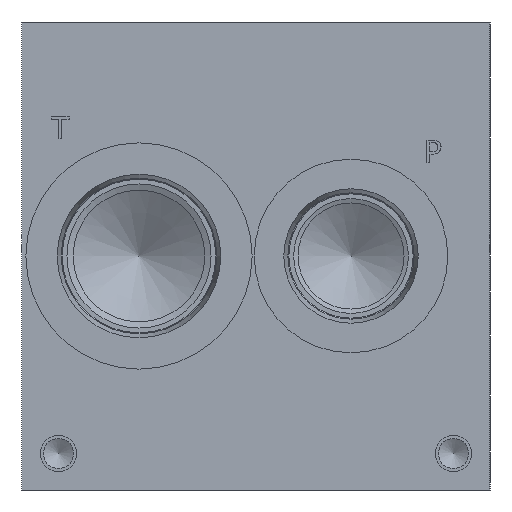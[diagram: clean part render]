
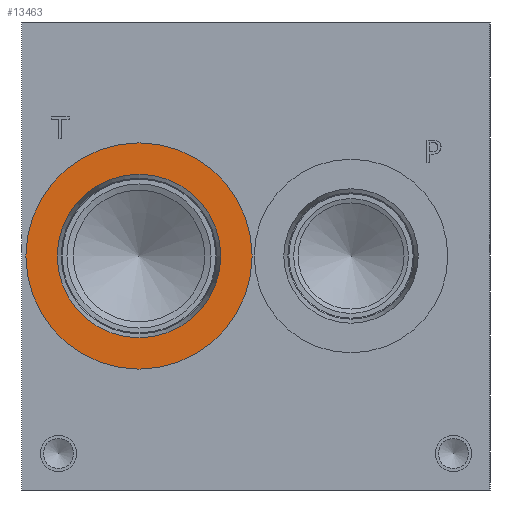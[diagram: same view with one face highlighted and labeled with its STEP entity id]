
A CAD part, left-side view. The second image highlights one B-rep face of the part: STEP entity #13463.
In plain terms, the highlighted planar face has unit normal (-1, 0, 0).
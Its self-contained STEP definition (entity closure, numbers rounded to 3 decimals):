
#264=CIRCLE('',#14105,24.562);
#265=CIRCLE('',#14106,24.562);
#266=CIRCLE('',#14108,17.755);
#267=CIRCLE('',#14109,17.755);
#549=FACE_BOUND('',#2467,.T.);
#1694=FACE_OUTER_BOUND('',#2466,.T.);
#2466=EDGE_LOOP('',(#11331,#11332));
#2467=EDGE_LOOP('',(#11333,#11334));
#6119=VERTEX_POINT('',#22868);
#6120=VERTEX_POINT('',#22870);
#6121=VERTEX_POINT('',#22874);
#6122=VERTEX_POINT('',#22875);
#7926=EDGE_CURVE('',#6119,#6120,#264,.T.);
#7927=EDGE_CURVE('',#6120,#6119,#265,.T.);
#7928=EDGE_CURVE('',#6121,#6122,#266,.T.);
#7929=EDGE_CURVE('',#6122,#6121,#267,.T.);
#11331=ORIENTED_EDGE('',*,*,#7927,.F.);
#11332=ORIENTED_EDGE('',*,*,#7926,.F.);
#11333=ORIENTED_EDGE('',*,*,#7928,.T.);
#11334=ORIENTED_EDGE('',*,*,#7929,.T.);
#12365=PLANE('',#14107);
#13463=ADVANCED_FACE('',(#1694,#549),#12365,.F.);
#14105=AXIS2_PLACEMENT_3D('',#22871,#16545,#16546);
#14106=AXIS2_PLACEMENT_3D('',#22872,#16547,#16548);
#14107=AXIS2_PLACEMENT_3D('',#22873,#16549,#16550);
#14108=AXIS2_PLACEMENT_3D('',#22876,#16551,#16552);
#14109=AXIS2_PLACEMENT_3D('',#22877,#16553,#16554);
#16545=DIRECTION('center_axis',(1.,0.,0.));
#16546=DIRECTION('ref_axis',(0.,0.,-1.));
#16547=DIRECTION('center_axis',(1.,0.,0.));
#16548=DIRECTION('ref_axis',(0.,0.,-1.));
#16549=DIRECTION('center_axis',(1.,0.,0.));
#16550=DIRECTION('ref_axis',(0.,0.,-1.));
#16551=DIRECTION('center_axis',(1.,0.,0.));
#16552=DIRECTION('ref_axis',(0.,0.,-1.));
#16553=DIRECTION('center_axis',(1.,0.,0.));
#16554=DIRECTION('ref_axis',(0.,0.,-1.));
#22868=CARTESIAN_POINT('',(0.787,76.2,26.238));
#22870=CARTESIAN_POINT('',(0.787,76.2,75.362));
#22871=CARTESIAN_POINT('Origin',(0.787,76.2,50.8));
#22872=CARTESIAN_POINT('Origin',(0.787,76.2,50.8));
#22873=CARTESIAN_POINT('Origin',(0.787,76.2,68.555));
#22874=CARTESIAN_POINT('',(0.787,76.2,68.555));
#22875=CARTESIAN_POINT('',(0.787,76.2,33.045));
#22876=CARTESIAN_POINT('Origin',(0.787,76.2,50.8));
#22877=CARTESIAN_POINT('Origin',(0.787,76.2,50.8));
